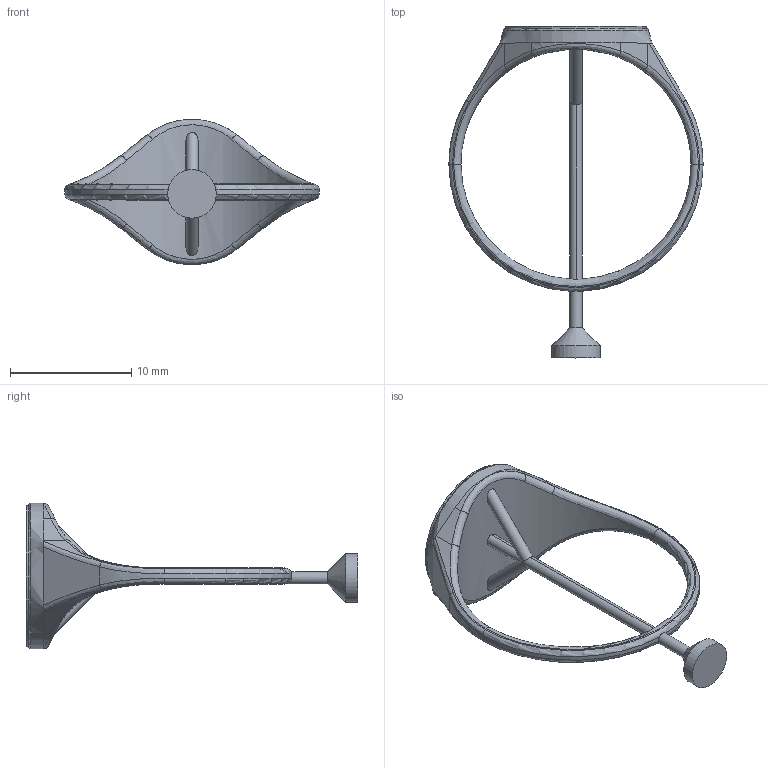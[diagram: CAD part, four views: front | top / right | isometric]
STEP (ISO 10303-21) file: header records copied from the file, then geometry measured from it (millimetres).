
FILE_DESCRIPTION(/* description */ (''),/* implementation_level */ '2;1');
FILE_NAME(/* name */ 'Anel Destiny v5.step',/* time_stamp */ '2024-10-22T14:25:40-03:00',/* author */ (''),/* organization */ (''),/* preprocessor_version */ 'ST-DEVELOPER v20',/* originating_system */ 'Autodesk Translation Framework v13.20.0.188',/* authorisation */ '');
FILE_SCHEMA (('AUTOMOTIVE_DESIGN { 1 0 10303 214 3 1 1 }'));
Length unit declared in the file: millimetre
Products named in the file (1): Anel Destiny
Bounding box: 21 x 27.4 x 12 mm (x, y, z)
Volume: 407.5 mm3; surface area: 764.8 mm2
Topology: 1 solids, 1 shells, 1064 faces, 3132 edges, 2084 vertices
Faces by surface type: plane 1014, bspline 19, cylinder 17, torus 9, cone 5
Full cylindrical faces by diameter (mm): 1 x3, 4 x1, 11.2 x1, 11.6 x1
Entity records: 35608 total; most frequent: CARTESIAN_POINT 7246, ORIENTED_EDGE 6264, DIRECTION 5270, EDGE_CURVE 3132, LINE 2994, VECTOR 2994, VERTEX_POINT 2084, AXIS2_PLACEMENT_3D 1138
